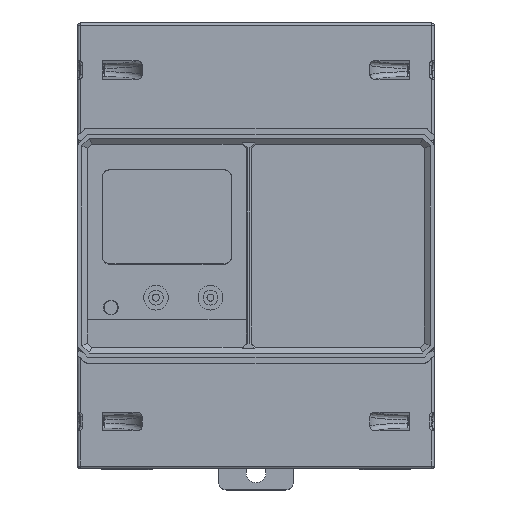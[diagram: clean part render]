
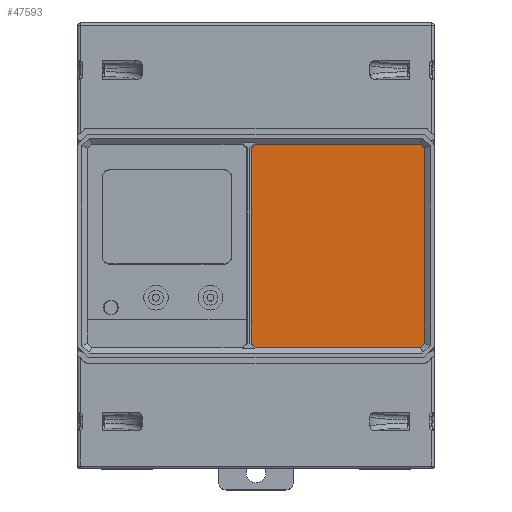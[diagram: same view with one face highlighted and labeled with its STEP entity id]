
A CAD part, top view. The second image highlights one B-rep face of the part: STEP entity #47593.
In plain terms, the highlighted planar face has unit normal (0, 0, 1).
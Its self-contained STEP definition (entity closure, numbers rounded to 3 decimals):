
#17125 = CARTESIAN_POINT ( 'NONE',  ( 33.18, -20.5, 57. ) ) ;
#17147 = CARTESIAN_POINT ( 'NONE',  ( 33.18, 20.5, 57. ) ) ;
#17153 = CARTESIAN_POINT ( 'NONE',  ( 34., -19.68, 57. ) ) ;
#17188 = CARTESIAN_POINT ( 'NONE',  ( 34., 19.68, 57. ) ) ;
#47593 = ADVANCED_FACE ( 'NONE', ( #53854 ), #56859, .T. ) ;
#53854 = FACE_OUTER_BOUND ( 'NONE', #155683, .T. ) ;
#55018 = CARTESIAN_POINT ( 'NONE',  ( 34., -19.68, 57. ) ) ;
#55045 = DIRECTION ( 'NONE',  ( 0., 1., 0. ) ) ;
#55100 = DIRECTION ( 'NONE',  ( -1., 0., 0. ) ) ;
#55104 = CARTESIAN_POINT ( 'NONE',  ( 33.18, 20.5, 57. ) ) ;
#55180 = DIRECTION ( 'NONE',  ( 1., 0., 0. ) ) ;
#55207 = CARTESIAN_POINT ( 'NONE',  ( -33.18, -20.5, 57. ) ) ;
#55311 = CARTESIAN_POINT ( 'NONE',  ( 33.18, -20.5, 57. ) ) ;
#55400 = DIRECTION ( 'NONE',  ( 0.707, 0.707, 0. ) ) ;
#55822 = DIRECTION ( 'NONE',  ( -0.707, 0.707, 0. ) ) ;
#55837 = CARTESIAN_POINT ( 'NONE',  ( 34., 19.68, 57. ) ) ;
#56835 = DIRECTION ( 'NONE',  ( 0., 0., 1. ) ) ;
#56838 = DIRECTION ( 'NONE',  ( 1., 0., 0. ) ) ;
#56856 = CARTESIAN_POINT ( 'NONE',  ( -34., -20.5, 57. ) ) ;
#56859 = PLANE ( 'NONE',  #59976 ) ;
#59212 = EDGE_CURVE ( 'NONE', #136992, #136875, #61761, .T. ) ;
#59223 = EDGE_CURVE ( 'NONE', #136948, #64786, #61919, .T. ) ;
#59252 = EDGE_CURVE ( 'NONE', #64894, #136982, #62030, .T. ) ;
#59282 = EDGE_CURVE ( 'NONE', #136982, #136992, #62034, .T. ) ;
#59313 = EDGE_CURVE ( 'NONE', #136875, #136948, #62210, .T. ) ;
#59976 = AXIS2_PLACEMENT_3D ( 'NONE', #56856, #56835, #56838 ) ;
#61761 = LINE ( 'NONE', #55018, #61814 ) ;
#61814 = VECTOR ( 'NONE', #55045, 1000. ) ;
#61900 = VECTOR ( 'NONE', #55400, 1000. ) ;
#61919 = LINE ( 'NONE', #55104, #61944 ) ;
#61944 = VECTOR ( 'NONE', #55100, 1000. ) ;
#62030 = LINE ( 'NONE', #55207, #62068 ) ;
#62034 = LINE ( 'NONE', #55311, #61900 ) ;
#62068 = VECTOR ( 'NONE', #55180, 1000. ) ;
#62141 = VECTOR ( 'NONE', #55822, 1000. ) ;
#62210 = LINE ( 'NONE', #55837, #62141 ) ;
#64786 = VERTEX_POINT ( 'NONE', #72953 ) ;
#64851 = VERTEX_POINT ( 'NONE', #73020 ) ;
#64894 = VERTEX_POINT ( 'NONE', #73029 ) ;
#64897 = VERTEX_POINT ( 'NONE', #72998 ) ;
#72953 = CARTESIAN_POINT ( 'NONE',  ( -0.18, 20.5, 57. ) ) ;
#72998 = CARTESIAN_POINT ( 'NONE',  ( -1., -19.68, 57. ) ) ;
#73020 = CARTESIAN_POINT ( 'NONE',  ( -1., 19.68, 57. ) ) ;
#73029 = CARTESIAN_POINT ( 'NONE',  ( -0.18, -20.5, 57. ) ) ;
#108828 = EDGE_CURVE ( 'NONE', #64786, #64851, #115018, .T. ) ;
#108873 = EDGE_CURVE ( 'NONE', #64851, #64897, #115070, .T. ) ;
#108901 = EDGE_CURVE ( 'NONE', #64897, #64894, #115065, .T. ) ;
#114977 = VECTOR ( 'NONE', #130843, 1000. ) ;
#115018 = LINE ( 'NONE', #130833, #114977 ) ;
#115038 = VECTOR ( 'NONE', #130957, 1000. ) ;
#115065 = LINE ( 'NONE', #130991, #115089 ) ;
#115070 = LINE ( 'NONE', #130966, #115038 ) ;
#115089 = VECTOR ( 'NONE', #130984, 1000. ) ;
#130833 = CARTESIAN_POINT ( 'NONE',  ( -0.18, 20.5, 57. ) ) ;
#130843 = DIRECTION ( 'NONE',  ( -0.707, -0.707, 0. ) ) ;
#130957 = DIRECTION ( 'NONE',  ( 0., -1., 0. ) ) ;
#130966 = CARTESIAN_POINT ( 'NONE',  ( -1., -20.5, 57. ) ) ;
#130984 = DIRECTION ( 'NONE',  ( 0.707, -0.707, 0. ) ) ;
#130991 = CARTESIAN_POINT ( 'NONE',  ( -1., -19.68, 57. ) ) ;
#136875 = VERTEX_POINT ( 'NONE', #17188 ) ;
#136948 = VERTEX_POINT ( 'NONE', #17147 ) ;
#136982 = VERTEX_POINT ( 'NONE', #17125 ) ;
#136992 = VERTEX_POINT ( 'NONE', #17153 ) ;
#149681 = ORIENTED_EDGE ( 'NONE', *, *, #59282, .T. ) ;
#149683 = ORIENTED_EDGE ( 'NONE', *, *, #59212, .T. ) ;
#149737 = ORIENTED_EDGE ( 'NONE', *, *, #59313, .T. ) ;
#149755 = ORIENTED_EDGE ( 'NONE', *, *, #59252, .T. ) ;
#149757 = ORIENTED_EDGE ( 'NONE', *, *, #108901, .T. ) ;
#149759 = ORIENTED_EDGE ( 'NONE', *, *, #108828, .T. ) ;
#149775 = ORIENTED_EDGE ( 'NONE', *, *, #59223, .T. ) ;
#149781 = ORIENTED_EDGE ( 'NONE', *, *, #108873, .T. ) ;
#155683 = EDGE_LOOP ( 'NONE', ( #149683, #149737, #149775, #149759, #149781, #149757, #149755, #149681 ) ) ;
